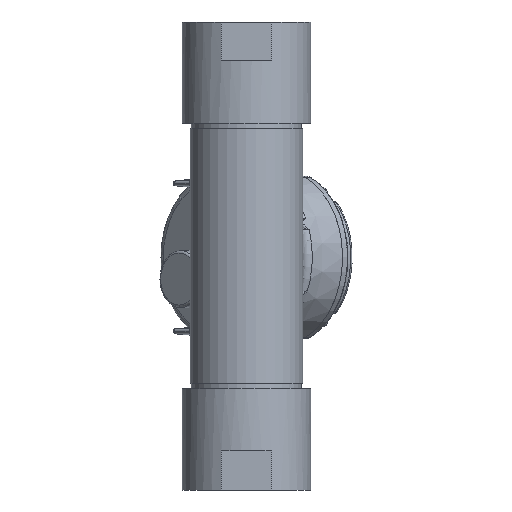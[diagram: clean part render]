
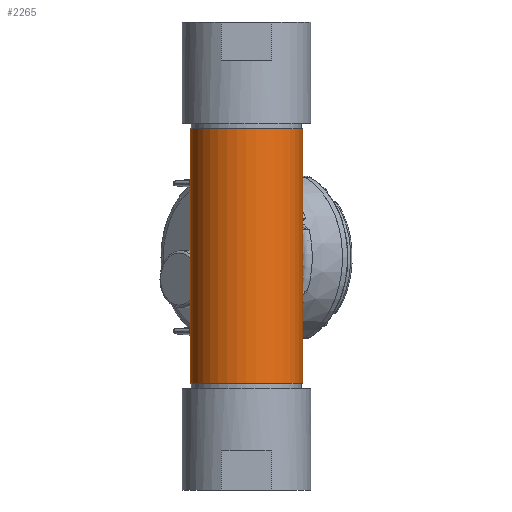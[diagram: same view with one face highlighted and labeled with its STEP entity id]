
A CAD part, left-side view. The second image highlights one B-rep face of the part: STEP entity #2265.
In plain terms, the highlighted cylindrical face has radius 36.15 mm (diameter 72.3 mm), a full revolution.
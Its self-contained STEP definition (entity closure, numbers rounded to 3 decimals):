
#1872=FACE_BOUND('',#4071,.T.);
#1873=FACE_BOUND('',#4072,.T.);
#2265=ADVANCED_FACE('',(#1872,#1873),#3079,.T.);
#3079=CYLINDRICAL_SURFACE('',#12763,36.15);
#4071=EDGE_LOOP('',(#5933));
#4072=EDGE_LOOP('',(#5934));
#4990=CIRCLE('',#12761,36.15);
#4991=CIRCLE('',#12762,36.15);
#5933=ORIENTED_EDGE('',*,*,#10674,.T.);
#5934=ORIENTED_EDGE('',*,*,#10675,.F.);
#9554=VERTEX_POINT('',#18584);
#9555=VERTEX_POINT('',#18586);
#10674=EDGE_CURVE('',#9554,#9554,#4990,.T.);
#10675=EDGE_CURVE('',#9555,#9555,#4991,.T.);
#12761=AXIS2_PLACEMENT_3D('',#18583,#14540,#14541);
#12762=AXIS2_PLACEMENT_3D('',#18585,#14542,#14543);
#12763=AXIS2_PLACEMENT_3D('',#18587,#14544,#14545);
#14540=DIRECTION('',(0.,0.,1.));
#14541=DIRECTION('',(1.,0.,0.));
#14542=DIRECTION('',(0.,0.,1.));
#14543=DIRECTION('',(1.,0.,0.));
#14544=DIRECTION('',(0.,0.,-1.));
#14545=DIRECTION('',(1.,0.,0.));
#18583=CARTESIAN_POINT('',(0.,0.,
34.));
#18584=CARTESIAN_POINT('',(36.15,0.,34.));
#18585=CARTESIAN_POINT('',(0.,0.,
197.));
#18586=CARTESIAN_POINT('',(36.15,0.,197.));
#18587=CARTESIAN_POINT('',(0.,0.,
231.));
